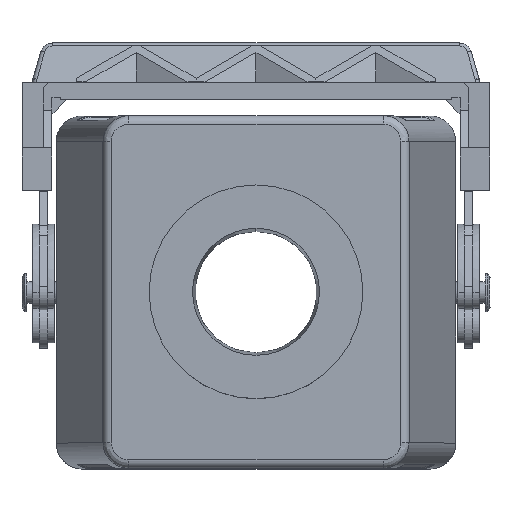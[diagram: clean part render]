
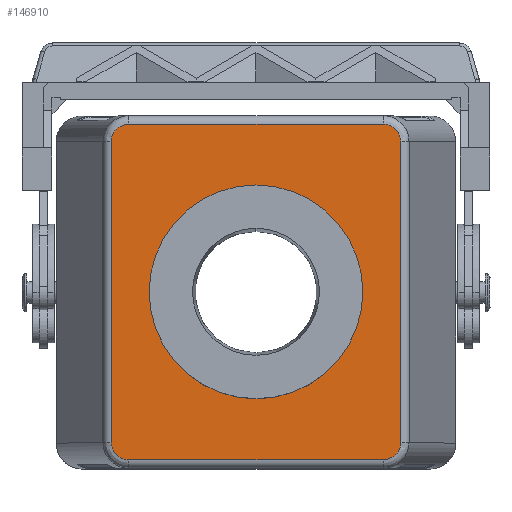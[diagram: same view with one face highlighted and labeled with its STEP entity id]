
A CAD part, top view. The second image highlights one B-rep face of the part: STEP entity #146910.
In plain terms, the highlighted planar face has unit normal (0, 0, 1).
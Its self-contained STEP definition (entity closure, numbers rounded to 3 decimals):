
#20550=CARTESIAN_POINT('',(0.,25.,91.));
#20560=VERTEX_POINT('',#20550);
#20590=CARTESIAN_POINT('',(0.,0.,91.));
#20600=DIRECTION('',(0.,0.,1.));
#20610=DIRECTION('',(0.,-1.,0.));
#20620=AXIS2_PLACEMENT_3D('',#20590,#20600,#20610);
#20630=CIRCLE('',#20620,25.);
#20640=CARTESIAN_POINT('',(0.,-25.,91.));
#20650=VERTEX_POINT('',#20640);
#20660=EDGE_CURVE('',#20650,#20560,#20630,.T.);
#38340=CARTESIAN_POINT('',(33.835,-35.25,91.));
#38350=VERTEX_POINT('',#38340);
#38380=CARTESIAN_POINT('',(33.835,35.25,91.));
#38390=DIRECTION('',(0.,-1.,0.));
#38400=VECTOR('',#38390,70.5);
#38410=LINE('',#38380,#38400);
#38420=CARTESIAN_POINT('',(33.835,35.25,91.));
#38430=VERTEX_POINT('',#38420);
#38440=EDGE_CURVE('',#38430,#38350,#38410,.T.);
#38610=CARTESIAN_POINT('',(29.768,-39.25,91.));
#38620=DIRECTION('',(-1.,0.,0.));
#38630=VECTOR('',#38620,59.535);
#38640=LINE('',#38610,#38630);
#38650=CARTESIAN_POINT('',(29.768,-39.25,91.));
#38660=VERTEX_POINT('',#38650);
#38670=CARTESIAN_POINT('',(-29.768,-39.25,91.));
#38680=VERTEX_POINT('',#38670);
#38690=EDGE_CURVE('',#38660,#38680,#38640,.T.);
#38990=CARTESIAN_POINT('',(-29.768,39.25,91.));
#39000=DIRECTION('',(1.,0.,0.));
#39010=VECTOR('',#39000,59.535);
#39020=LINE('',#38990,#39010);
#39030=CARTESIAN_POINT('',(-29.768,39.25,91.));
#39040=VERTEX_POINT('',#39030);
#39050=CARTESIAN_POINT('',(29.768,39.25,91.));
#39060=VERTEX_POINT('',#39050);
#39070=EDGE_CURVE('',#39040,#39060,#39020,.T.);
#39370=CARTESIAN_POINT('',(-33.835,-35.25,91.));
#39380=DIRECTION('',(0.,1.,0.));
#39390=VECTOR('',#39380,70.5);
#39400=LINE('',#39370,#39390);
#39410=CARTESIAN_POINT('',(-33.835,-35.25,91.));
#39420=VERTEX_POINT('',#39410);
#39430=CARTESIAN_POINT('',(-33.835,35.25,91.));
#39440=VERTEX_POINT('',#39430);
#39450=EDGE_CURVE('',#39420,#39440,#39400,.T.);
#140690=CARTESIAN_POINT('',(-29.768,-35.25,91.));
#140700=DIRECTION('',(0.,0.,-1.));
#140710=DIRECTION('',(-1.,0.,0.));
#140720=AXIS2_PLACEMENT_3D('',#140690,#140700,#140710);
#140730=ELLIPSE('',#140720,4.067,4.);
#140740=EDGE_CURVE('',#38680,#39420,#140730,.T.);
#143610=CARTESIAN_POINT('',(-29.768,35.25,91.));
#143620=DIRECTION('',(0.,0.,-1.));
#143630=DIRECTION('',(-1.,0.,0.));
#143640=AXIS2_PLACEMENT_3D('',#143610,#143620,#143630);
#143650=ELLIPSE('',#143640,4.067,4.);
#143660=EDGE_CURVE('',#39440,#39040,#143650,.T.);
#146520=CARTESIAN_POINT('',(29.768,-35.25,91.));
#146530=DIRECTION('',(0.,0.,-1.));
#146540=DIRECTION('',(1.,0.,0.));
#146550=AXIS2_PLACEMENT_3D('',#146520,#146530,#146540);
#146560=ELLIPSE('',#146550,4.067,4.);
#146570=EDGE_CURVE('',#38350,#38660,#146560,.T.);
#146650=CARTESIAN_POINT('',(35.5,0.,91.));
#146660=DIRECTION('',(0.,0.,1.));
#146670=DIRECTION('',(1.,0.,0.));
#146680=AXIS2_PLACEMENT_3D('',#146650,#146660,#146670);
#146690=PLANE('',#146680);
#146700=ORIENTED_EDGE('',*,*,#38440,.F.);
#146710=ORIENTED_EDGE('',*,*,#146570,.F.);
#146720=ORIENTED_EDGE('',*,*,#38690,.F.);
#146730=ORIENTED_EDGE('',*,*,#140740,.F.);
#146740=ORIENTED_EDGE('',*,*,#39450,.F.);
#146750=ORIENTED_EDGE('',*,*,#143660,.F.);
#146760=ORIENTED_EDGE('',*,*,#39070,.F.);
#146770=CARTESIAN_POINT('',(29.768,35.25,91.));
#146780=DIRECTION('',(0.,0.,-1.));
#146790=DIRECTION('',(1.,0.,0.));
#146800=AXIS2_PLACEMENT_3D('',#146770,#146780,#146790);
#146810=ELLIPSE('',#146800,4.067,4.);
#146820=EDGE_CURVE('',#39060,#38430,#146810,.T.);
#146830=ORIENTED_EDGE('',*,*,#146820,.F.);
#146840=EDGE_LOOP('',(#146830,#146760,#146750,#146740,#146730,#146720,
#146710,#146700));
#146850=FACE_OUTER_BOUND('',#146840,.T.);
#146860=ORIENTED_EDGE('',*,*,#20660,.F.);
#146870=EDGE_CURVE('',#20560,#20650,#20630,.T.);
#146880=ORIENTED_EDGE('',*,*,#146870,.F.);
#146890=EDGE_LOOP('',(#146880,#146860));
#146900=FACE_BOUND('',#146890,.T.);
#146910=ADVANCED_FACE('',(#146850,#146900),#146690,.T.);
